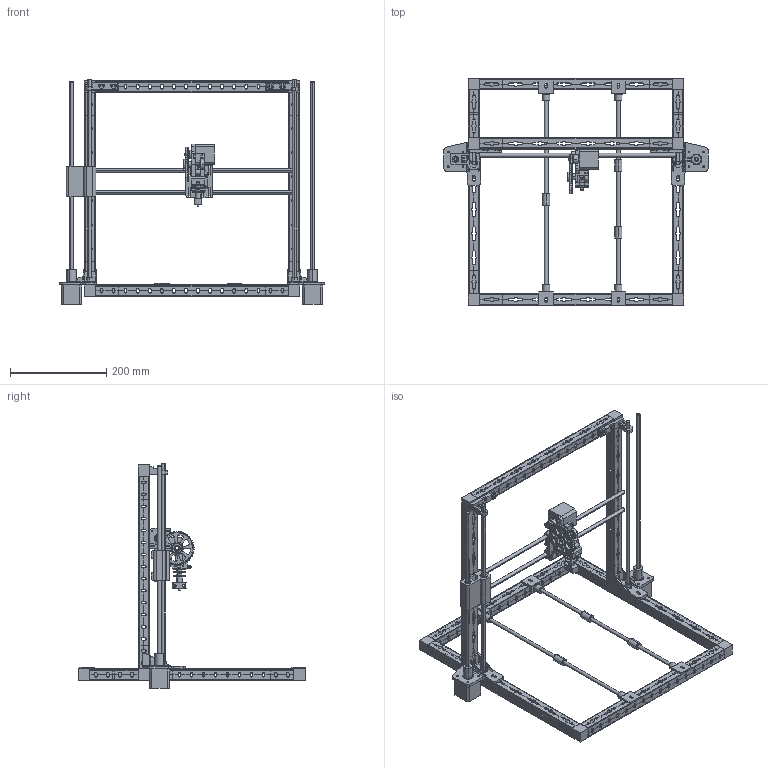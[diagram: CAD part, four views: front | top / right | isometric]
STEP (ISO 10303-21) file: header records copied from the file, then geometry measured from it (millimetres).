
FILE_DESCRIPTION(('CATIA V5 STEP Exchange'),'2;1');
FILE_NAME('printer.stp','2014-06-12T18:18:40+00:00',('none'),('none'),'CATIA Version 5 Release 18 GA (IN-10)','CATIA V5 STEP AP203','none');
FILE_SCHEMA(('CONFIG_CONTROL_DESIGN'));
Products named in the file (9): Produit1; Body; z_motor_left; z_motor_right; z_carriage; y_carriage; X_Carriage; Extruder; tete
Assembly tree (68 placements, depth 4):
  Produit1
    Body
      #62  x6
      #550  x2
      #3884  x2
      #4468  x2
      #12826  x2
      #23696  x3
    z_motor_left
      #34626
      #36849
      #37567
      #37807
      #37911
      #38111
    z_motor_right
      #37911
      #39453
      #36849
      #37567
      #37807
      #41715
    z_carriage
      #43044  x2
      #43639
      #45387  x2
      #45569  x2
    y_carriage
      #45707  x2
      #45387  x3
      #45863  x4
    X_Carriage
      #46517
      #45387  x4
    Extruder
      #57231
      #59698
      #36849
      #71145
      #75766  x2
      tete
        #76228
        #76650
        #77118
        #77632
Bounding box: 548 x 471 x 466 mm (x, y, z)
Volume: 1553629 mm3; surface area: 837127.1 mm2
Topology: 60 solids, 60 shells, 3753 faces, 12668 edges, 8419 vertices
Faces by surface type: plane 1869, cylinder 1844, torus 18, cone 18, sphere 4
Entity records: 78237 total; most frequent: CARTESIAN_POINT 15495, ORIENTED_EDGE 14700, DIRECTION 10312, EDGE_CURVE 7350, VERTEX_POINT 4887, VECTOR 4677, LINE 4677, AXIS2_PLACEMENT_3D 4083
